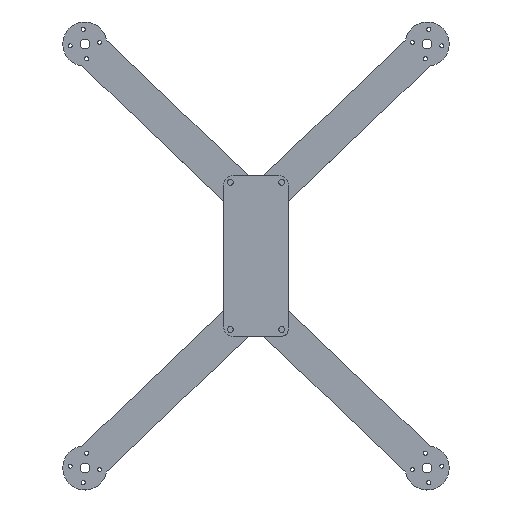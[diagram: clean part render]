
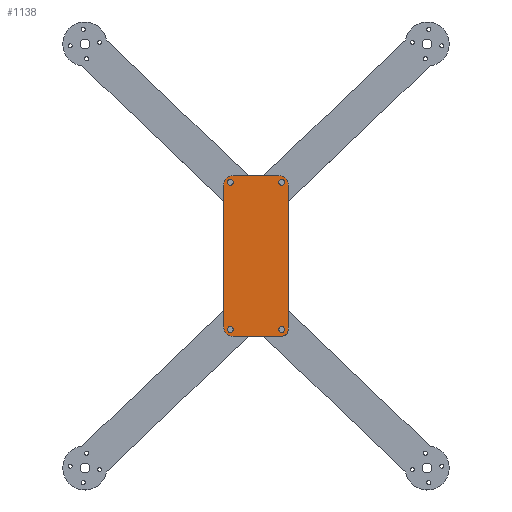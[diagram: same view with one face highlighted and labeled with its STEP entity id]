
A CAD part, top view. The second image highlights one B-rep face of the part: STEP entity #1138.
In plain terms, the highlighted planar face has unit normal (0, 0, 1).
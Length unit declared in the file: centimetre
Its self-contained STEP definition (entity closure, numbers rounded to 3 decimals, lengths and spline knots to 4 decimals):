
#22=FACE_BOUND('',#190,.T.);
#23=FACE_BOUND('',#191,.T.);
#24=FACE_BOUND('',#192,.T.);
#25=FACE_BOUND('',#193,.T.);
#68=B_SPLINE_CURVE_WITH_KNOTS('',3,(#1823,#1824,#1825,#1826,#1827,#1828,
#1829,#1830,#1831,#1832,#1833,#1834,#1835,#1836,#1837,#1838),
 .UNSPECIFIED.,.F.,.F.,(4,3,3,3,3,4),(0.,0.2969,0.8906,
1.4843,1.7812,2.0781),.UNSPECIFIED.);
#82=PLANE('',#1237);
#121=FACE_OUTER_BOUND('',#189,.T.);
#189=EDGE_LOOP('',(#847,#848,#849,#850,#851,#852,#853,#854));
#190=EDGE_LOOP('',(#855));
#191=EDGE_LOOP('',(#856));
#192=EDGE_LOOP('',(#857));
#193=EDGE_LOOP('',(#858));
#285=LINE('',#1741,#367);
#291=LINE('',#1778,#373);
#293=LINE('',#1789,#375);
#294=LINE('',#1844,#376);
#367=VECTOR('',#1404,1.);
#373=VECTOR('',#1424,1.);
#375=VECTOR('',#1432,1.);
#376=VECTOR('',#1435,1.);
#439=CIRCLE('',#1196,0.3);
#443=CIRCLE('',#1204,0.3);
#447=CIRCLE('',#1212,0.3);
#451=CIRCLE('',#1220,0.3);
#452=CIRCLE('',#1223,1.);
#457=CIRCLE('',#1231,1.);
#458=CIRCLE('',#1234,1.);
#509=VERTEX_POINT('',#1681);
#513=VERTEX_POINT('',#1695);
#517=VERTEX_POINT('',#1709);
#521=VERTEX_POINT('',#1723);
#522=VERTEX_POINT('',#1728);
#523=VERTEX_POINT('',#1729);
#527=VERTEX_POINT('',#1739);
#534=VERTEX_POINT('',#1772);
#535=VERTEX_POINT('',#1776);
#536=VERTEX_POINT('',#1780);
#537=VERTEX_POINT('',#1784);
#538=VERTEX_POINT('',#1822);
#614=EDGE_CURVE('',#509,#509,#439,.T.);
#620=EDGE_CURVE('',#513,#513,#443,.T.);
#626=EDGE_CURVE('',#517,#517,#447,.T.);
#632=EDGE_CURVE('',#521,#521,#451,.T.);
#633=EDGE_CURVE('',#522,#523,#452,.T.);
#639=EDGE_CURVE('',#522,#527,#285,.T.);
#647=EDGE_CURVE('',#534,#527,#457,.T.);
#650=EDGE_CURVE('',#534,#535,#291,.T.);
#651=EDGE_CURVE('',#536,#535,#458,.T.);
#654=EDGE_CURVE('',#536,#537,#293,.T.);
#655=EDGE_CURVE('',#538,#537,#68,.T.);
#657=EDGE_CURVE('',#538,#523,#294,.T.);
#847=ORIENTED_EDGE('',*,*,#633,.F.);
#848=ORIENTED_EDGE('',*,*,#639,.T.);
#849=ORIENTED_EDGE('',*,*,#647,.F.);
#850=ORIENTED_EDGE('',*,*,#650,.T.);
#851=ORIENTED_EDGE('',*,*,#651,.F.);
#852=ORIENTED_EDGE('',*,*,#654,.T.);
#853=ORIENTED_EDGE('',*,*,#655,.F.);
#854=ORIENTED_EDGE('',*,*,#657,.T.);
#855=ORIENTED_EDGE('',*,*,#614,.T.);
#856=ORIENTED_EDGE('',*,*,#620,.T.);
#857=ORIENTED_EDGE('',*,*,#626,.T.);
#858=ORIENTED_EDGE('',*,*,#632,.T.);
#1138=ADVANCED_FACE('',(#121,#22,#23,#24,#25),#82,.T.);
#1196=AXIS2_PLACEMENT_3D('',#1683,#1334,#1335);
#1204=AXIS2_PLACEMENT_3D('',#1697,#1352,#1353);
#1212=AXIS2_PLACEMENT_3D('',#1711,#1370,#1371);
#1220=AXIS2_PLACEMENT_3D('',#1725,#1388,#1389);
#1223=AXIS2_PLACEMENT_3D('',#1730,#1394,#1395);
#1231=AXIS2_PLACEMENT_3D('',#1773,#1418,#1419);
#1234=AXIS2_PLACEMENT_3D('',#1781,#1427,#1428);
#1237=AXIS2_PLACEMENT_3D('',#1845,#1436,#1437);
#1334=DIRECTION('center_axis',(0.,0.,-1.));
#1335=DIRECTION('ref_axis',(1.,0.,0.));
#1352=DIRECTION('center_axis',(0.,0.,-1.));
#1353=DIRECTION('ref_axis',(1.,0.,0.));
#1370=DIRECTION('center_axis',(0.,0.,-1.));
#1371=DIRECTION('ref_axis',(1.,0.,0.));
#1388=DIRECTION('center_axis',(0.,0.,-1.));
#1389=DIRECTION('ref_axis',(-1.,0.,0.));
#1394=DIRECTION('center_axis',(0.,0.,-1.));
#1395=DIRECTION('ref_axis',(0.707,0.707,0.));
#1404=DIRECTION('',(-1.,0.,0.));
#1418=DIRECTION('center_axis',(0.,0.,-1.));
#1419=DIRECTION('ref_axis',(-0.707,0.707,0.));
#1424=DIRECTION('',(0.,-1.,0.));
#1427=DIRECTION('center_axis',(0.,0.,-1.));
#1428=DIRECTION('ref_axis',(-0.707,-0.707,0.));
#1432=DIRECTION('',(1.,0.,0.));
#1435=DIRECTION('',(0.,1.,0.));
#1436=DIRECTION('center_axis',(0.,0.,1.));
#1437=DIRECTION('ref_axis',(-1.,0.,0.));
#1681=CARTESIAN_POINT('',(-2.9146,7.506,2.5));
#1683=CARTESIAN_POINT('Origin',(-2.6146,7.506,2.5));
#1695=CARTESIAN_POINT('',(2.3146,-7.506,2.5));
#1697=CARTESIAN_POINT('Origin',(2.6146,-7.506,2.5));
#1709=CARTESIAN_POINT('',(-2.9146,-7.506,2.5));
#1711=CARTESIAN_POINT('Origin',(-2.6146,-7.506,2.5));
#1723=CARTESIAN_POINT('',(2.3146,7.506,2.5));
#1725=CARTESIAN_POINT('Origin',(2.6146,7.506,2.5));
#1728=CARTESIAN_POINT('',(2.3146,8.206,2.5));
#1729=CARTESIAN_POINT('',(3.3146,7.206,2.5));
#1730=CARTESIAN_POINT('Origin',(2.3146,7.206,2.5));
#1739=CARTESIAN_POINT('',(-2.3146,8.206,2.5));
#1741=CARTESIAN_POINT('',(3.3146,8.206,2.5));
#1772=CARTESIAN_POINT('',(-3.3146,7.206,2.5));
#1773=CARTESIAN_POINT('Origin',(-2.3146,7.206,2.5));
#1776=CARTESIAN_POINT('',(-3.3146,-7.206,2.5));
#1778=CARTESIAN_POINT('',(-3.3146,8.206,2.5));
#1780=CARTESIAN_POINT('',(-2.3146,-8.206,2.5));
#1781=CARTESIAN_POINT('Origin',(-2.3146,-7.206,2.5));
#1784=CARTESIAN_POINT('',(2.3146,-8.206,2.5));
#1789=CARTESIAN_POINT('',(-3.3146,-8.206,2.5));
#1822=CARTESIAN_POINT('',(3.3146,-7.206,2.5));
#1823=CARTESIAN_POINT('Ctrl Pts',(3.3146,-7.206,2.5));
#1824=CARTESIAN_POINT('Ctrl Pts',(3.3146,-7.3407,2.5));
#1825=CARTESIAN_POINT('Ctrl Pts',(3.3079,-7.4473,2.5));
#1826=CARTESIAN_POINT('Ctrl Pts',(3.2961,-7.5385,2.5));
#1827=CARTESIAN_POINT('Ctrl Pts',(3.2724,-7.7209,2.5));
#1828=CARTESIAN_POINT('Ctrl Pts',(3.2281,-7.8415,2.5));
#1829=CARTESIAN_POINT('Ctrl Pts',(3.1618,-7.9342,2.5));
#1830=CARTESIAN_POINT('Ctrl Pts',(3.0955,-8.0269,2.5));
#1831=CARTESIAN_POINT('Ctrl Pts',(3.0072,-8.0917,2.5));
#1832=CARTESIAN_POINT('Ctrl Pts',(2.8781,-8.1362,2.5));
#1833=CARTESIAN_POINT('Ctrl Pts',(2.8135,-8.1584,2.5));
#1834=CARTESIAN_POINT('Ctrl Pts',(2.7388,-8.1755,2.5));
#1835=CARTESIAN_POINT('Ctrl Pts',(2.6477,-8.1874,2.5));
#1836=CARTESIAN_POINT('Ctrl Pts',(2.5567,-8.1993,2.5));
#1837=CARTESIAN_POINT('Ctrl Pts',(2.4493,-8.206,2.5));
#1838=CARTESIAN_POINT('Ctrl Pts',(2.3146,-8.206,2.5));
#1844=CARTESIAN_POINT('',(3.3146,-8.206,2.5));
#1845=CARTESIAN_POINT('Origin',(0.,0.,2.5));
